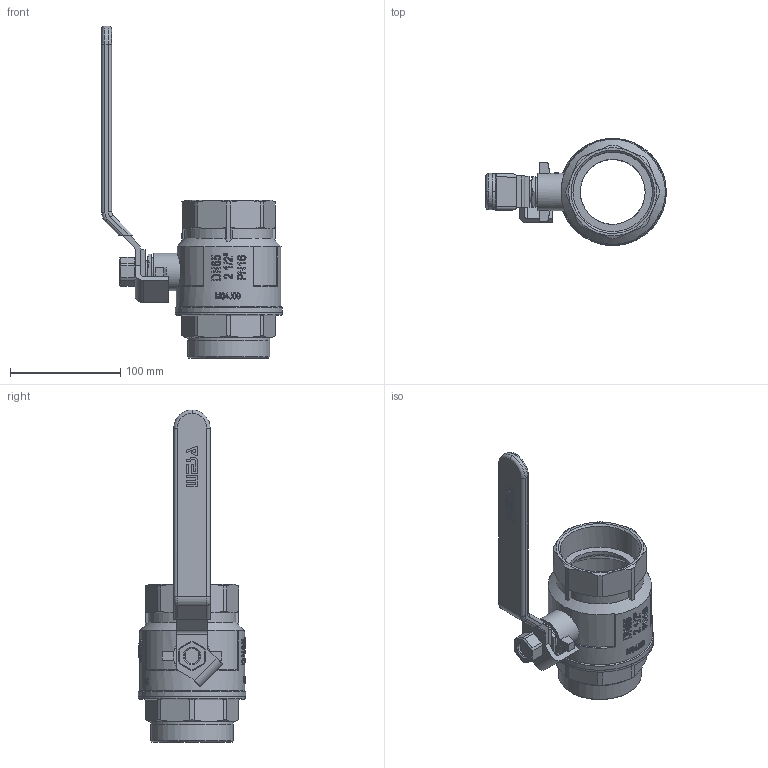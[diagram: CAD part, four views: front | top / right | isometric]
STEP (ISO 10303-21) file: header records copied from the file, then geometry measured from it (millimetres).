
FILE_DESCRIPTION(/* description */ ('Unknown'),/* implementation_level */ '2;1');
FILE_NAME(/* name */ '610-10',/* time_stamp */ '2022-03-16T12:01:48+01:00',/* author */ ('Unknown'),/* organization */ ('Unknown'),/* preprocessor_version */ 'ST-DEVELOPER v16.7',/* originating_system */ 'Solid Edge',/* authorisation */ 'Unknown');
FILE_SCHEMA (('AUTOMOTIVE_DESIGN {1 0 10303 214 3 1 1}'));
Products named in the file (13): 2.142.065; Stahlgriff 2_1_2-4; 600-3-Kunsstoffbezug; 600-3-Stahlgriff1; 610-10; 600-10_Spindel; 600-10_Stopfbuchse; 610-10_Einschraubteil; 600-10_Körper; M16
Assembly tree (12 placements, depth 4):
  2.142.065
    Stahlgriff 2_1_2-4
      600-3-Kunsstoffbezug
        600-3-Kunsstoffbezug
      600-3-Stahlgriff1
        600-3-Stahlgriff1
    610-10
      600-10_Spindel
        600-10_Spindel
        600-10_Stopfbuchse
      610-10_Einschraubteil
      600-10_Körper
    M16
Bounding box: 164.26 x 97.5 x 301.77 mm (x, y, z)
Volume: 303564.9 mm3; surface area: 158824.9 mm2
Topology: 7 solids, 7 shells, 1418 faces, 3947 edges, 2611 vertices
Faces by surface type: plane 1219, cylinder 131, cone 57, bspline 8, sphere 2, torus 1
Full cylindrical faces by diameter (mm): 13.835 x1, 17.6 x1, 19.7 x1, 20 x2, 20.5 x1, 24 x1, 25.1 x1, 26 x1, 26.5 x1, 28 x1, 34 x1, 59 x2, 66 x1, 72 x2, 72.226 x1, 75.184 x1, 75.2 x1, 89 x1, 89.1 x1, 91 x1, 92 x1, 95.5 x1, 97.5 x2
Entity records: 59209 total; most frequent: CARTESIAN_POINT 12144, DIRECTION 8745, ORIENTED_EDGE 7770, EDGE_CURVE 3885, AXIS2_PLACEMENT_3D 3545, VERTEX_POINT 2598, ELLIPSE 1716, LINE 1655
